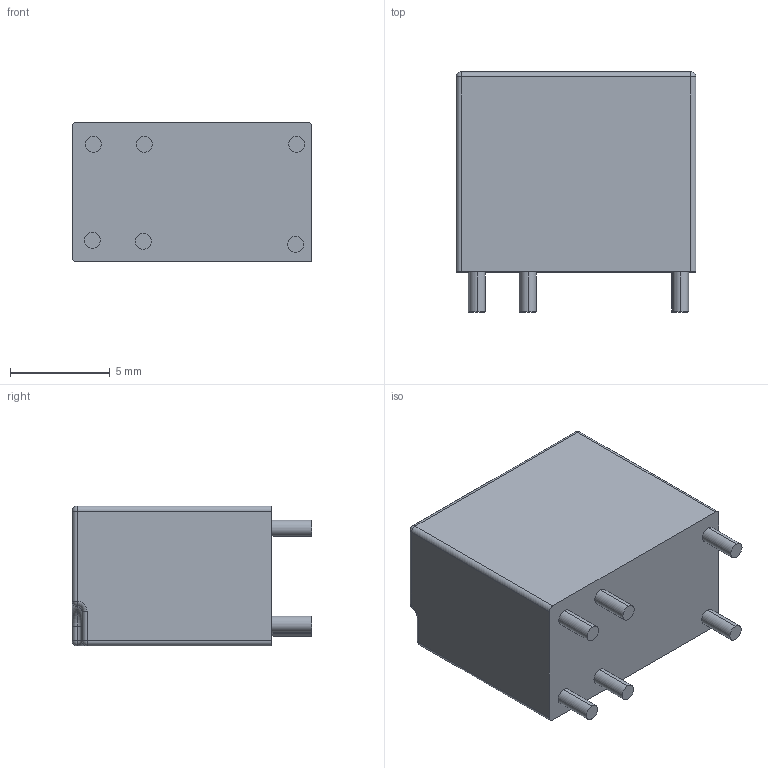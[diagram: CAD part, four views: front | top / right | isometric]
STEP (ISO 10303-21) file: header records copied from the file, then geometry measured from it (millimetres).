
FILE_DESCRIPTION (( 'STEP AP214' ), '1' );
FILE_NAME ('DC5V-1.STEP', '2012-02-07T04:19:48', ( 'Lenovo User' ), ( 'Lenovo (Beijing) Limited' ), 'SwSTEP 2.0', 'SolidWorks 2011', '' );
FILE_SCHEMA (( 'AUTOMOTIVE_DESIGN' ));
Length unit declared in the file: millimetre
Products named in the file (1): DC5V-1
Bounding box: 12 x 12 x 7 mm (x, y, z)
Volume: 843.3 mm3; surface area: 569.8 mm2
Topology: 1 solids, 1 shells, 60 faces, 285 edges, 241 vertices
Faces by surface type: plane 26, cylinder 25, sphere 5, torus 4
Entity records: 4189 total; most frequent: CARTESIAN_POINT 1501, ORIENTED_EDGE 560, DIRECTION 388, EDGE_CURVE 280, VERTEX_POINT 241, VECTOR 156, LINE 156, AXIS2_PLACEMENT_3D 116
